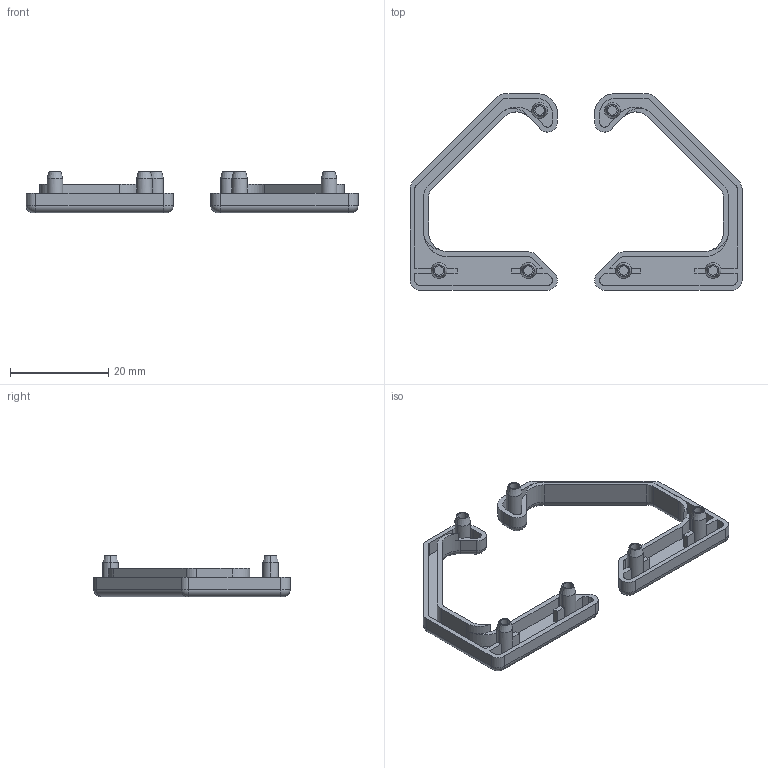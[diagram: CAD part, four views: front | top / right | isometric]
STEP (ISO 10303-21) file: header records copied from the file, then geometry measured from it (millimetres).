
FILE_DESCRIPTION(('STEP AP214'),'1');
FILE_NAME('fath_092021.stp','2017-04-25T08:46:00',('TraceParts'),('TraceParts S.A.'),'Spatial InterOp 3D',' ',' ');
FILE_SCHEMA(('automotive_design'));
Length unit declared in the file: millimetre
Products named in the file (2): fath_092021_1; fath_092021_2
Bounding box: 67.6 x 40 x 8.5 mm (x, y, z)
Volume: 2076.7 mm3; surface area: 4838.7 mm2
Topology: 2 solids, 2 shells, 214 faces, 554 edges, 350 vertices
Faces by surface type: cylinder 92, plane 88, torus 22, cone 12
Entity records: 8318 total; most frequent: DIRECTION 1230, CARTESIAN_POINT 1120, ORIENTED_EDGE 1108, EDGE_CURVE 554, AXIS2_PLACEMENT_3D 460, VERTEX_POINT 350, LINE 310, VECTOR 310
